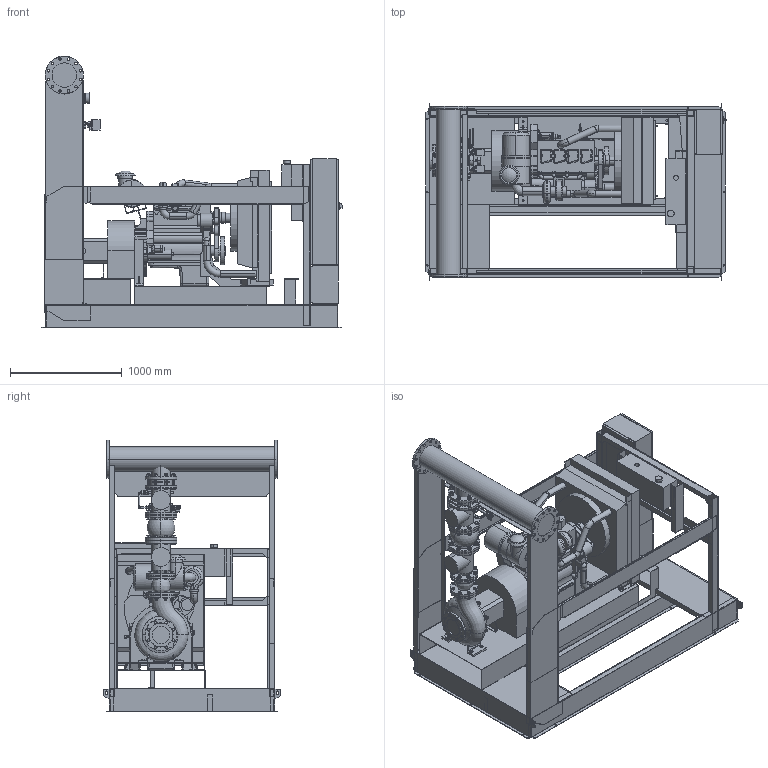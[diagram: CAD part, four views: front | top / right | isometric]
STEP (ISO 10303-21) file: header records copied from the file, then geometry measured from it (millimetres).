
FILE_DESCRIPTION((''),'2;1');
FILE_NAME('3d_Sifire-EN-125_250-267-197D-4183852.stp','2015-05-26T10:41:49',(''),(''),'Mechanical Desktop 2009','Mechanical Desktop 2009',', , ');
FILE_SCHEMA(('CONFIG_CONTROL_DESIGN'));
Length unit declared in the file: millimetre
Products named in the file (1): Product
Bounding box: 2685.5 x 1582 x 2433 mm (x, y, z)
Volume: 772213796 mm3; surface area: 46406667.8 mm2
Topology: 178 solids, 178 shells, 4764 faces, 11571 edges, 7299 vertices
Faces by surface type: plane 1815, bspline 1260, cylinder 1015, cone 544, torus 122, sphere 8
Entity records: 151590 total; most frequent: CARTESIAN_POINT 45646, ORIENTED_EDGE 23108, DIRECTION 20469, EDGE_CURVE 11554, VERTEX_POINT 7297, AXIS2_PLACEMENT_3D 7100, VECTOR 6269, LINE 6269
